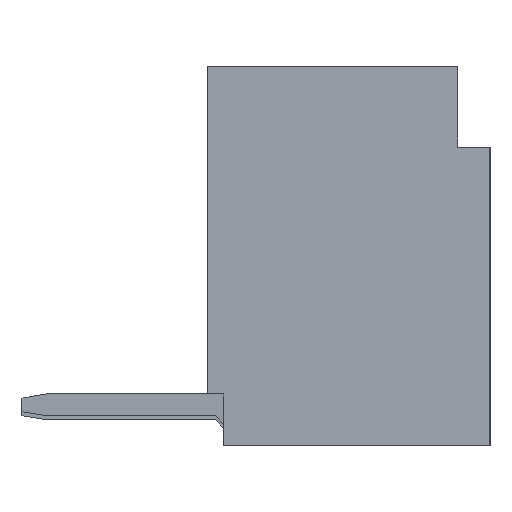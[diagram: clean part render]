
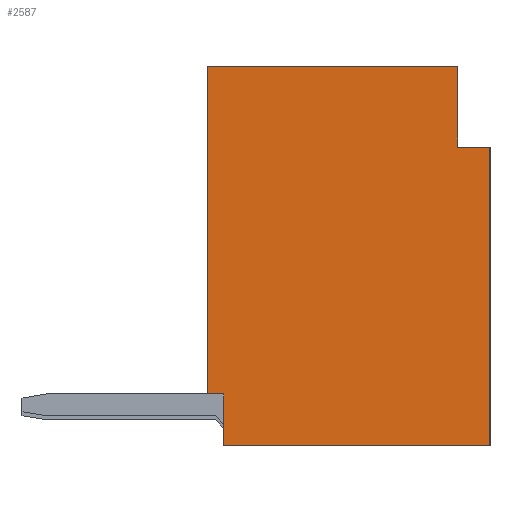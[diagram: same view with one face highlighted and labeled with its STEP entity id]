
A CAD part, left-side view. The second image highlights one B-rep face of the part: STEP entity #2587.
In plain terms, the highlighted planar face has unit normal (-1, 0, 0).
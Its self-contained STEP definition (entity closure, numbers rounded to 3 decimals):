
#318=ORIENTED_EDGE('',*,*,#1035,.F.);
#319=ORIENTED_EDGE('',*,*,#1036,.T.);
#320=ORIENTED_EDGE('',*,*,#1027,.T.);
#321=ORIENTED_EDGE('',*,*,#879,.T.);
#322=ORIENTED_EDGE('',*,*,#1037,.F.);
#323=ORIENTED_EDGE('',*,*,#1038,.T.);
#324=ORIENTED_EDGE('',*,*,#1039,.T.);
#325=ORIENTED_EDGE('',*,*,#1011,.T.);
#879=EDGE_CURVE('',#1255,#1254,#1496,.T.);
#1011=EDGE_CURVE('',#1364,#1363,#1628,.T.);
#1027=EDGE_CURVE('',#1372,#1255,#1644,.T.);
#1035=EDGE_CURVE('',#1377,#1363,#1652,.T.);
#1036=EDGE_CURVE('',#1377,#1372,#1653,.T.);
#1037=EDGE_CURVE('',#1378,#1254,#1654,.T.);
#1038=EDGE_CURVE('',#1378,#1379,#1655,.T.);
#1039=EDGE_CURVE('',#1379,#1364,#1656,.T.);
#1254=VERTEX_POINT('',#3609);
#1255=VERTEX_POINT('',#3611);
#1363=VERTEX_POINT('',#3873);
#1364=VERTEX_POINT('',#3875);
#1372=VERTEX_POINT('',#3905);
#1377=VERTEX_POINT('',#3920);
#1378=VERTEX_POINT('',#3923);
#1379=VERTEX_POINT('',#3925);
#1496=LINE('',#3610,#1843);
#1628=LINE('',#3874,#1975);
#1644=LINE('',#3904,#1991);
#1652=LINE('',#3919,#1999);
#1653=LINE('',#3921,#2000);
#1654=LINE('',#3922,#2001);
#1655=LINE('',#3924,#2002);
#1656=LINE('',#3926,#2003);
#1843=VECTOR('',#2915,1000.);
#1975=VECTOR('',#3093,1000.);
#1991=VECTOR('',#3121,1000.);
#1999=VECTOR('',#3133,1000.);
#2000=VECTOR('',#3134,1000.);
#2001=VECTOR('',#3135,1000.);
#2002=VECTOR('',#3136,1000.);
#2003=VECTOR('',#3137,1000.);
#2200=EDGE_LOOP('',(#318,#319,#320,#321,#322,#323,#324,#325));
#2341=FACE_BOUND('',#2200,.T.);
#2472=PLANE('',#2745);
#2587=ADVANCED_FACE('',(#2341),#2472,.T.);
#2745=AXIS2_PLACEMENT_3D('',#3918,#3131,#3132);
#2915=DIRECTION('',(0.,0.,1.));
#3093=DIRECTION('',(0.,0.,-1.));
#3121=DIRECTION('',(0.,-1.,0.));
#3131=DIRECTION('',(-1.,0.,0.));
#3132=DIRECTION('',(0.,0.,1.));
#3133=DIRECTION('',(0.,1.,0.));
#3134=DIRECTION('',(0.,0.,-1.));
#3135=DIRECTION('',(0.,-1.,0.));
#3136=DIRECTION('',(0.,0.,1.));
#3137=DIRECTION('',(0.,1.,0.));
#3609=CARTESIAN_POINT('',(-4.625,-1.75,1.35));
#3610=CARTESIAN_POINT('',(-4.625,-1.75,-2.35));
#3611=CARTESIAN_POINT('',(-4.625,-1.75,-2.35));
#3873=CARTESIAN_POINT('',(-4.625,1.75,-1.71));
#3874=CARTESIAN_POINT('',(-4.625,1.75,2.35));
#3875=CARTESIAN_POINT('',(-4.625,1.75,2.35));
#3904=CARTESIAN_POINT('',(-4.625,1.75,-2.35));
#3905=CARTESIAN_POINT('',(-4.625,1.55,-2.35));
#3918=CARTESIAN_POINT('',(-4.625,0.,0.));
#3919=CARTESIAN_POINT('',(-4.625,1.55,-1.71));
#3920=CARTESIAN_POINT('',(-4.625,1.55,-1.71));
#3921=CARTESIAN_POINT('',(-4.625,1.55,-1.81));
#3922=CARTESIAN_POINT('',(-4.625,-1.35,1.35));
#3923=CARTESIAN_POINT('',(-4.625,-1.35,1.35));
#3924=CARTESIAN_POINT('',(-4.625,-1.35,1.35));
#3925=CARTESIAN_POINT('',(-4.625,-1.35,2.35));
#3926=CARTESIAN_POINT('',(-4.625,-1.75,2.35));
